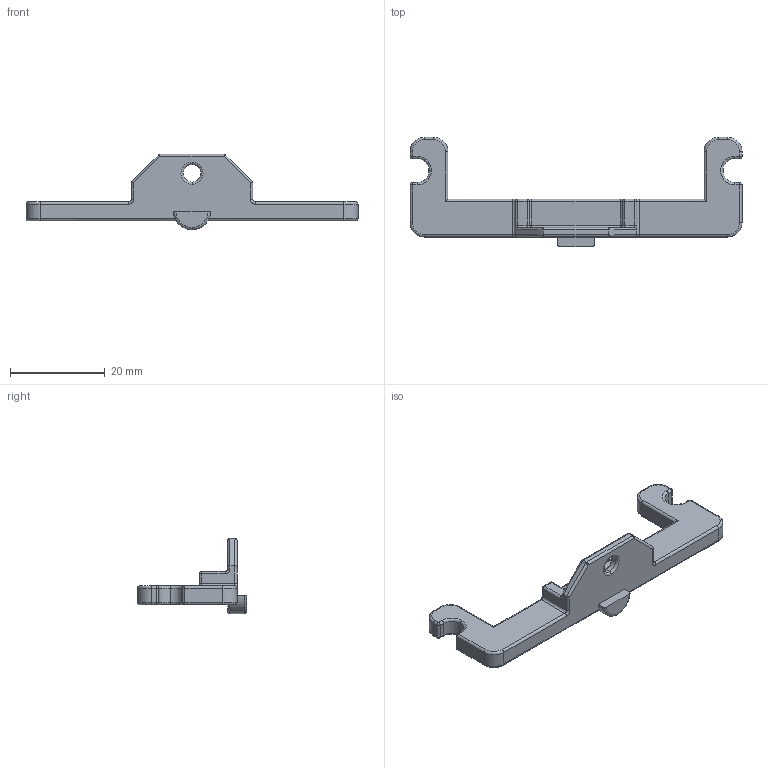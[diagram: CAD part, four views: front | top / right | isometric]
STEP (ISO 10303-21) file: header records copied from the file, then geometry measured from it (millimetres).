
FILE_DESCRIPTION (( 'STEP AP214' ), '1' );
FILE_NAME ('40236_TXP-Battery Mounting Bracket.STEP', '2017-03-28T20:20:36', ( '' ), ( '' ), 'SwSTEP 2.0', 'SolidWorks 2016', '' );
FILE_SCHEMA (( 'AUTOMOTIVE_DESIGN' ));
Length unit declared in the file: millimetre
Products named in the file (2): 40236_TXP-Battery Mounting Bracket
Bounding box: 70 x 23 x 15.9 mm (x, y, z)
Volume: 3455.8 mm3; surface area: 2764.9 mm2
Topology: 1 solids, 1 shells, 164 faces, 384 edges, 204 vertices
Faces by surface type: cylinder 79, torus 36, plane 31, sphere 18
Entity records: 6359 total; most frequent: DIRECTION 872, CARTESIAN_POINT 796, ORIENTED_EDGE 732, EDGE_CURVE 366, AXIS2_PLACEMENT_3D 354, VERTEX_POINT 204, CIRCLE 188, UNCERTAINTY_MEASURE_WITH_UNIT 167
